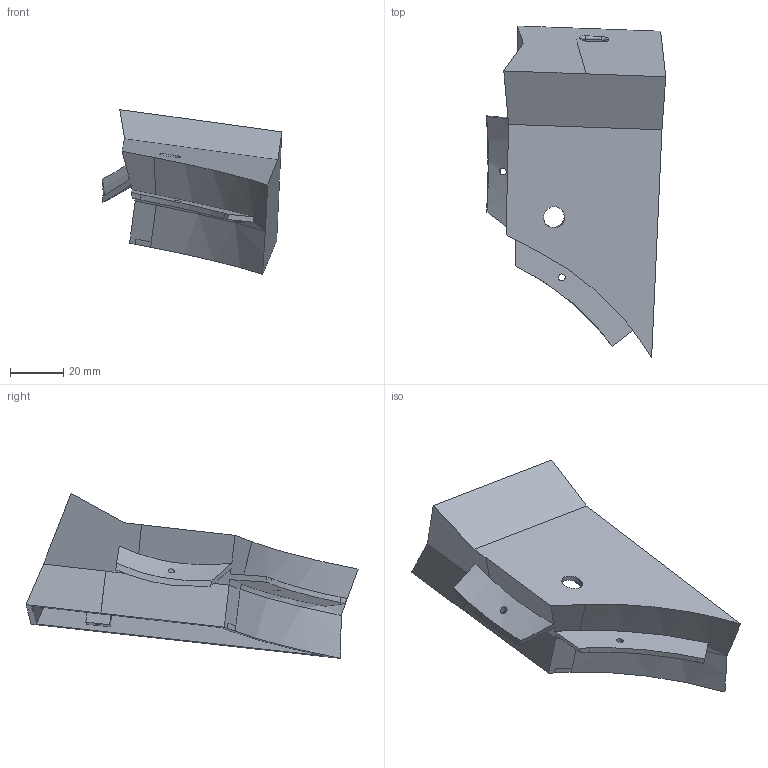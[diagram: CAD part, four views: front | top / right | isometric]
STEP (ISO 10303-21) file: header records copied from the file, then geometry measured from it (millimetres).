
FILE_DESCRIPTION(/* description */ (''),/* implementation_level */ '2;1');
FILE_NAME(/* name */ 'lh tp w hole v61.step',/* time_stamp */ '2024-07-10T14:17:55-04:00',/* author */ (''),/* organization */ (''),/* preprocessor_version */ 'ST-DEVELOPER v20',/* originating_system */ 'Autodesk Translation Framework v13.14.0.145',/* authorisation */ '');
FILE_SCHEMA (('AUTOMOTIVE_DESIGN { 1 0 10303 214 3 1 1 }'));
Length unit declared in the file: millimetre
Products named in the file (1): Glove80_LH_Side_Car_large
Bounding box: 67.23 x 124.33 x 61.72 mm (x, y, z)
Volume: 36411.9 mm3; surface area: 34213.5 mm2
Topology: 1 solids, 1 shells, 122 faces, 384 edges, 268 vertices
Faces by surface type: plane 89, cylinder 15, bspline 15, cone 3
Full cylindrical faces by diameter (mm): 2 x5, 2.6 x2, 8 x1
Entity records: 5223 total; most frequent: CARTESIAN_POINT 1958, ORIENTED_EDGE 766, DIRECTION 525, EDGE_CURVE 383, VERTEX_POINT 268, LINE 233, VECTOR 233, AXIS2_PLACEMENT_3D 146
